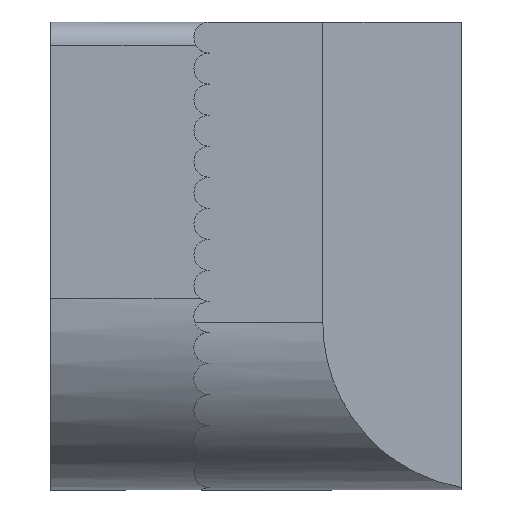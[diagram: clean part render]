
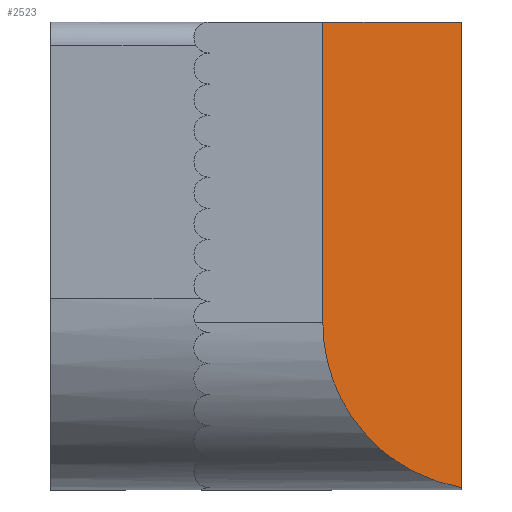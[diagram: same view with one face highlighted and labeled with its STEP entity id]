
A CAD part, left-side view. The second image highlights one B-rep face of the part: STEP entity #2523.
In plain terms, the highlighted planar face has unit normal (-0.707, -0.707, 0).
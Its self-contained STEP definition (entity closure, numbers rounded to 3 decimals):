
#424 = EDGE_CURVE ( 'NONE', #2187, #2196, #981, .T. ) ;
#455 = CARTESIAN_POINT ( 'NONE',  ( -9.4, -2.7, 4.9 ) ) ;
#472 = DIRECTION ( 'NONE',  ( 0., 0., -1. ) ) ;
#550 = EDGE_CURVE ( 'NONE', #2187, #2182, #3112, .T. ) ;
#564 = EDGE_CURVE ( 'NONE', #2196, #2183, #945, .T. ) ;
#569 = EDGE_CURVE ( 'NONE', #2182, #2183, #3062, .T. ) ;
#823 = CARTESIAN_POINT ( 'NONE',  ( -9.4, -2.7, 4.9 ) ) ;
#825 = PLANE ( 'NONE',  #2823 ) ;
#828 = DIRECTION ( 'NONE',  ( 0.707, 0.707, 0. ) ) ;
#829 = DIRECTION ( 'NONE',  ( -0.707, 0.707, 0. ) ) ;
#945 =( BOUNDED_CURVE ( )  B_SPLINE_CURVE ( 3, ( #2648, #2645, #2639, #2649 ),
 .UNSPECIFIED., .F., .T. ) 
 B_SPLINE_CURVE_WITH_KNOTS ( ( 4, 4 ),
 ( 0., 1.399 ),
 .UNSPECIFIED. ) 
 CURVE ( )  GEOMETRIC_REPRESENTATION_ITEM ( )  RATIONAL_B_SPLINE_CURVE ( ( 1., 0.844, 0.844, 1. ) ) 
 REPRESENTATION_ITEM ( '' )  );
#981 = LINE ( 'NONE', #455, #1103 ) ;
#1103 = VECTOR ( 'NONE', #472, 1000. ) ;
#2096 = EDGE_LOOP ( 'NONE', ( #2141, #2140, #2139, #2138 ) ) ;
#2138 = ORIENTED_EDGE ( 'NONE', *, *, #550, .F. ) ;
#2139 = ORIENTED_EDGE ( 'NONE', *, *, #569, .F. ) ;
#2140 = ORIENTED_EDGE ( 'NONE', *, *, #564, .T. ) ;
#2141 = ORIENTED_EDGE ( 'NONE', *, *, #424, .T. ) ;
#2182 = VERTEX_POINT ( 'NONE', #2334 ) ;
#2183 = VERTEX_POINT ( 'NONE', #2335 ) ;
#2187 = VERTEX_POINT ( 'NONE', #2339 ) ;
#2196 = VERTEX_POINT ( 'NONE', #2348 ) ;
#2334 = CARTESIAN_POINT ( 'NONE',  ( -6.5, -5.6, 4.9 ) ) ;
#2335 = CARTESIAN_POINT ( 'NONE',  ( -6.5, -5.6, -4.848 ) ) ;
#2339 = CARTESIAN_POINT ( 'NONE',  ( -9.4, -2.7, 4.9 ) ) ;
#2348 = CARTESIAN_POINT ( 'NONE',  ( -9.4, -2.7, -1.4 ) ) ;
#2523 = ADVANCED_FACE ( 'NONE', ( #2912 ), #825, .F. ) ;
#2611 = CARTESIAN_POINT ( 'NONE',  ( -9.4, -2.7, 4.9 ) ) ;
#2617 = DIRECTION ( 'NONE',  ( 0.707, -0.707, 0. ) ) ;
#2639 = CARTESIAN_POINT ( 'NONE',  ( -8.254, -3.846, -4.543 ) ) ;
#2645 = CARTESIAN_POINT ( 'NONE',  ( -9.4, -2.7, -3.18 ) ) ;
#2648 = CARTESIAN_POINT ( 'NONE',  ( -9.4, -2.7, -1.4 ) ) ;
#2649 = CARTESIAN_POINT ( 'NONE',  ( -6.5, -5.6, -4.848 ) ) ;
#2654 = CARTESIAN_POINT ( 'NONE',  ( -6.5, -5.6, 4.9 ) ) ;
#2655 = DIRECTION ( 'NONE',  ( 0., 0., -1. ) ) ;
#2823 = AXIS2_PLACEMENT_3D ( 'NONE', #823, #828, #829 ) ;
#2912 = FACE_OUTER_BOUND ( 'NONE', #2096, .T. ) ;
#2967 = VECTOR ( 'NONE', #2617, 1000. ) ;
#2978 = VECTOR ( 'NONE', #2655, 1000. ) ;
#3062 = LINE ( 'NONE', #2654, #2978 ) ;
#3112 = LINE ( 'NONE', #2611, #2967 ) ;
